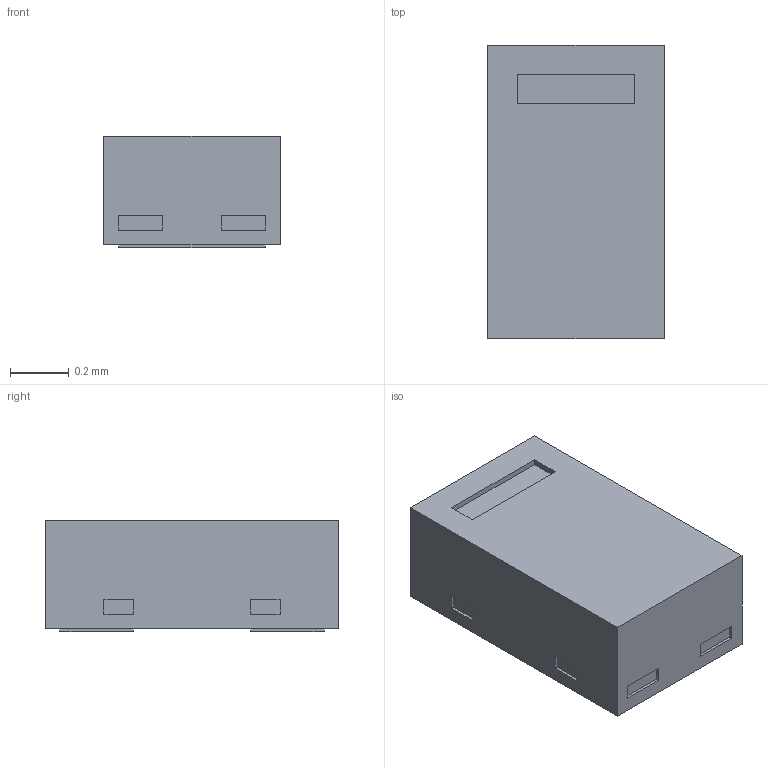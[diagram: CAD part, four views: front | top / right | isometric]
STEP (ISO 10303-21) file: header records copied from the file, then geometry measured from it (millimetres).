
FILE_DESCRIPTION(('STEP AP214'),'1');
FILE_NAME('SOD-882.STEP','2021-08-08T18:43:11',(' '),(' '),'Spatial InterOp 3D',' ',' ');
FILE_SCHEMA(('AUTOMOTIVE_DESIGN { 1 0 10303 214 1 1 1 1 }'));
Length unit declared in the file: metre
Products named in the file (5): SOD-882; Component1; Component2; Component3
Assembly tree (4 placements, depth 3):
  SOD-882
    SOD-882
      Component1
      Component2
      Component3
Bounding box: 0.6 x 1 x 0.38 mm (x, y, z)
Volume: 0.2 mm3; surface area: 3 mm2
Topology: 3 solids, 3 shells, 63 faces, 144 edges, 96 vertices
Faces by surface type: plane 63
Entity records: 1917 total; most frequent: CARTESIAN_POINT 309, ORIENTED_EDGE 288, DIRECTION 282, EDGE_CURVE 144, LINE 144, VECTOR 144, VERTEX_POINT 96, EDGE_LOOP 72
